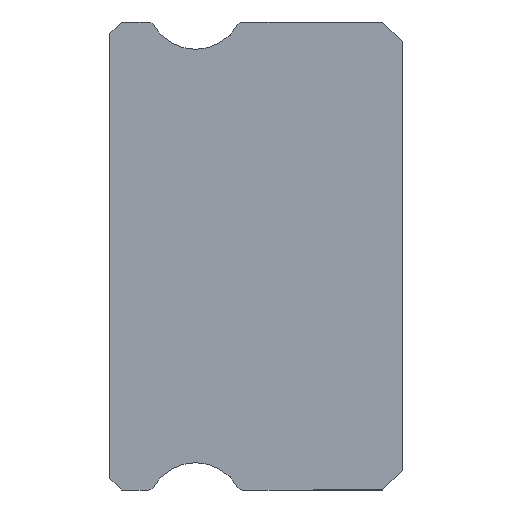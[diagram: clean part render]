
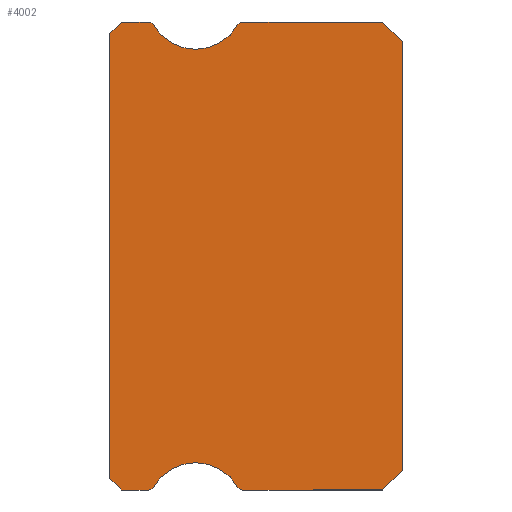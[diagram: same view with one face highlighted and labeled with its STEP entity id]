
A CAD part, left-side view. The second image highlights one B-rep face of the part: STEP entity #4002.
In plain terms, the highlighted planar face has unit normal (-1, 0, 0).
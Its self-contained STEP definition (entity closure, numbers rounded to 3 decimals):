
#85 = AXIS2_PLACEMENT_3D ( 'NONE', #2083, #746, #3899 ) ;
#153 = ORIENTED_EDGE ( 'NONE', *, *, #3626, .F. ) ;
#163 = VECTOR ( 'NONE', #4465, 1000. ) ;
#179 = VECTOR ( 'NONE', #336, 1000. ) ;
#199 = DIRECTION ( 'NONE',  ( -1., 0., 0. ) ) ;
#225 = DIRECTION ( 'NONE',  ( 0., 0., 1. ) ) ;
#257 = LINE ( 'NONE', #346, #163 ) ;
#305 = DIRECTION ( 'NONE',  ( 0., 1., 0. ) ) ;
#319 = EDGE_CURVE ( 'NONE', #1576, #651, #2002, .T. ) ;
#336 = DIRECTION ( 'NONE',  ( 0., 0.707, -0.707 ) ) ;
#346 = CARTESIAN_POINT ( 'NONE',  ( -7.5, 6.512, 6. ) ) ;
#375 = CARTESIAN_POINT ( 'NONE',  ( -7.5, 6.512, -6. ) ) ;
#387 = LINE ( 'NONE', #3125, #3875 ) ;
#436 = ORIENTED_EDGE ( 'NONE', *, *, #3554, .F. ) ;
#483 = CARTESIAN_POINT ( 'NONE',  ( -7.5, 0., -5.5 ) ) ;
#620 = EDGE_CURVE ( 'NONE', #651, #2431, #2845, .T. ) ;
#651 = VERTEX_POINT ( 'NONE', #3398 ) ;
#663 = CARTESIAN_POINT ( 'NONE',  ( -7.5, 7.5, 5.7 ) ) ;
#737 = CARTESIAN_POINT ( 'NONE',  ( -7.5, 7.2, 6. ) ) ;
#740 = ORIENTED_EDGE ( 'NONE', *, *, #864, .F. ) ;
#746 = DIRECTION ( 'NONE',  ( 1., 0., 0. ) ) ;
#759 = EDGE_CURVE ( 'NONE', #5630, #794, #3705, .T. ) ;
#778 = CARTESIAN_POINT ( 'NONE',  ( -7.5, 7.2, -6. ) ) ;
#794 = VERTEX_POINT ( 'NONE', #3214 ) ;
#859 = CARTESIAN_POINT ( 'NONE',  ( -7.5, 7.5, 5.7 ) ) ;
#864 = EDGE_CURVE ( 'NONE', #1306, #1472, #2288, .T. ) ;
#865 = VECTOR ( 'NONE', #5648, 1000. ) ;
#919 = EDGE_CURVE ( 'NONE', #5375, #4335, #2721, .T. ) ;
#978 = EDGE_CURVE ( 'NONE', #5342, #4335, #2550, .T. ) ;
#1023 = CARTESIAN_POINT ( 'NONE',  ( -7.5, 4.088, -5.85 ) ) ;
#1056 = CIRCLE ( 'NONE', #1914, 0.15 ) ;
#1125 = EDGE_CURVE ( 'NONE', #3664, #2598, #1056, .T. ) ;
#1169 = CARTESIAN_POINT ( 'NONE',  ( -7.5, 6.383, -5.925 ) ) ;
#1222 = EDGE_CURVE ( 'NONE', #5342, #2687, #387, .T. ) ;
#1306 = VERTEX_POINT ( 'NONE', #2171 ) ;
#1322 = ORIENTED_EDGE ( 'NONE', *, *, #1125, .F. ) ;
#1348 = VECTOR ( 'NONE', #4012, 1000. ) ;
#1386 = DIRECTION ( 'NONE',  ( 0., -0.707, -0.707 ) ) ;
#1397 = ORIENTED_EDGE ( 'NONE', *, *, #620, .F. ) ;
#1472 = VERTEX_POINT ( 'NONE', #2972 ) ;
#1492 = CARTESIAN_POINT ( 'NONE',  ( -7.5, 6.512, -6. ) ) ;
#1526 = AXIS2_PLACEMENT_3D ( 'NONE', #3793, #5187, #4780 ) ;
#1550 = CARTESIAN_POINT ( 'NONE',  ( -7.5, 5.3, -6.55 ) ) ;
#1563 = LINE ( 'NONE', #4225, #5415 ) ;
#1576 = VERTEX_POINT ( 'NONE', #4453 ) ;
#1619 = DIRECTION ( 'NONE',  ( 0., 0., -1. ) ) ;
#1629 = VECTOR ( 'NONE', #1386, 1000. ) ;
#1646 = CARTESIAN_POINT ( 'NONE',  ( -7.5, 0., 5.5 ) ) ;
#1666 = LINE ( 'NONE', #2992, #4264 ) ;
#1734 = ORIENTED_EDGE ( 'NONE', *, *, #3553, .F. ) ;
#1792 = DIRECTION ( 'NONE',  ( 1., 0., 0. ) ) ;
#1828 = VERTEX_POINT ( 'NONE', #663 ) ;
#1914 = AXIS2_PLACEMENT_3D ( 'NONE', #5452, #1792, #4538 ) ;
#2002 = CIRCLE ( 'NONE', #85, 0.15 ) ;
#2045 = DIRECTION ( 'NONE',  ( 0., 0., 1. ) ) ;
#2062 = EDGE_CURVE ( 'NONE', #1576, #3447, #1666, .T. ) ;
#2083 = CARTESIAN_POINT ( 'NONE',  ( -7.5, 6.512, 5.85 ) ) ;
#2133 = DIRECTION ( 'NONE',  ( 0., 0., -1. ) ) ;
#2147 = DIRECTION ( 'NONE',  ( 0., 0.707, -0.707 ) ) ;
#2162 = LINE ( 'NONE', #859, #179 ) ;
#2171 = CARTESIAN_POINT ( 'NONE',  ( -7.5, 4.088, -6. ) ) ;
#2180 = ORIENTED_EDGE ( 'NONE', *, *, #759, .F. ) ;
#2288 = CIRCLE ( 'NONE', #3806, 0.15 ) ;
#2291 = ORIENTED_EDGE ( 'NONE', *, *, #1222, .F. ) ;
#2298 = ORIENTED_EDGE ( 'NONE', *, *, #4448, .T. ) ;
#2383 = DIRECTION ( 'NONE',  ( 0., 1., 0. ) ) ;
#2431 = VERTEX_POINT ( 'NONE', #4182 ) ;
#2517 = CARTESIAN_POINT ( 'NONE',  ( -7.5, 6.512, -6. ) ) ;
#2550 = LINE ( 'NONE', #1646, #5719 ) ;
#2576 = DIRECTION ( 'NONE',  ( 1., 0., 0. ) ) ;
#2598 = VERTEX_POINT ( 'NONE', #2517 ) ;
#2609 = CARTESIAN_POINT ( 'NONE',  ( -7.5, 0.5, -6. ) ) ;
#2610 = EDGE_CURVE ( 'NONE', #3765, #3351, #5675, .T. ) ;
#2664 = ORIENTED_EDGE ( 'NONE', *, *, #2728, .T. ) ;
#2687 = VERTEX_POINT ( 'NONE', #2609 ) ;
#2721 = LINE ( 'NONE', #4526, #1629 ) ;
#2728 = EDGE_CURVE ( 'NONE', #3447, #1828, #2162, .T. ) ;
#2845 = CIRCLE ( 'NONE', #1526, 1.25 ) ;
#2869 = ORIENTED_EDGE ( 'NONE', *, *, #4267, .F. ) ;
#2972 = CARTESIAN_POINT ( 'NONE',  ( -7.5, 4.217, -5.925 ) ) ;
#2992 = CARTESIAN_POINT ( 'NONE',  ( -7.5, 7.2, 6. ) ) ;
#3125 = CARTESIAN_POINT ( 'NONE',  ( -7.5, 0., -5.5 ) ) ;
#3188 = CARTESIAN_POINT ( 'NONE',  ( -7.5, 0.5, 6. ) ) ;
#3214 = CARTESIAN_POINT ( 'NONE',  ( -7.5, 4.088, 6. ) ) ;
#3313 = DIRECTION ( 'NONE',  ( -1., 0., 0. ) ) ;
#3343 = DIRECTION ( 'NONE',  ( 0., 0., -1. ) ) ;
#3351 = VERTEX_POINT ( 'NONE', #778 ) ;
#3391 = FACE_OUTER_BOUND ( 'NONE', #5642, .T. ) ;
#3398 = CARTESIAN_POINT ( 'NONE',  ( -7.5, 6.383, 5.925 ) ) ;
#3433 = PLANE ( 'NONE',  #5817 ) ;
#3447 = VERTEX_POINT ( 'NONE', #737 ) ;
#3521 = AXIS2_PLACEMENT_3D ( 'NONE', #5279, #2576, #4871 ) ;
#3553 = EDGE_CURVE ( 'NONE', #3765, #1828, #1563, .T. ) ;
#3554 = EDGE_CURVE ( 'NONE', #2431, #5630, #4158, .T. ) ;
#3604 = DIRECTION ( 'NONE',  ( 1., 0., 0. ) ) ;
#3626 = EDGE_CURVE ( 'NONE', #794, #5375, #257, .T. ) ;
#3634 = DIRECTION ( 'NONE',  ( 0., 0., -1. ) ) ;
#3664 = VERTEX_POINT ( 'NONE', #1169 ) ;
#3705 = CIRCLE ( 'NONE', #3521, 0.15 ) ;
#3765 = VERTEX_POINT ( 'NONE', #5355 ) ;
#3793 = CARTESIAN_POINT ( 'NONE',  ( -7.5, 5.3, 6.55 ) ) ;
#3806 = AXIS2_PLACEMENT_3D ( 'NONE', #1023, #3604, #3634 ) ;
#3823 = DIRECTION ( 'NONE',  ( 1., 0., 0. ) ) ;
#3849 = CARTESIAN_POINT ( 'NONE',  ( -7.5, 6.512, 5.85 ) ) ;
#3875 = VECTOR ( 'NONE', #2147, 1000. ) ;
#3899 = DIRECTION ( 'NONE',  ( 0., 0., -1. ) ) ;
#4002 = ADVANCED_FACE ( 'NONE', ( #3391 ), #3433, .F. ) ;
#4012 = DIRECTION ( 'NONE',  ( 0., -1., 0. ) ) ;
#4158 = CIRCLE ( 'NONE', #4547, 1.25 ) ;
#4182 = CARTESIAN_POINT ( 'NONE',  ( -7.5, 5.3, 5.3 ) ) ;
#4225 = CARTESIAN_POINT ( 'NONE',  ( -7.5, 7.5, 5.85 ) ) ;
#4264 = VECTOR ( 'NONE', #305, 1000. ) ;
#4267 = EDGE_CURVE ( 'NONE', #2687, #1306, #5636, .T. ) ;
#4335 = VERTEX_POINT ( 'NONE', #5197 ) ;
#4448 = EDGE_CURVE ( 'NONE', #3351, #2598, #4456, .T. ) ;
#4453 = CARTESIAN_POINT ( 'NONE',  ( -7.5, 6.512, 6. ) ) ;
#4456 = LINE ( 'NONE', #375, #1348 ) ;
#4465 = DIRECTION ( 'NONE',  ( 0., -1., 0. ) ) ;
#4495 = CARTESIAN_POINT ( 'NONE',  ( -7.5, 4.217, 5.925 ) ) ;
#4499 = CIRCLE ( 'NONE', #5841, 1.25 ) ;
#4526 = CARTESIAN_POINT ( 'NONE',  ( -7.5, 0.5, 6. ) ) ;
#4538 = DIRECTION ( 'NONE',  ( 0., 0., -1. ) ) ;
#4547 = AXIS2_PLACEMENT_3D ( 'NONE', #5693, #199, #1619 ) ;
#4680 = ORIENTED_EDGE ( 'NONE', *, *, #2610, .T. ) ;
#4777 = EDGE_CURVE ( 'NONE', #1472, #3664, #4499, .T. ) ;
#4780 = DIRECTION ( 'NONE',  ( 0., 0., -1. ) ) ;
#4783 = ORIENTED_EDGE ( 'NONE', *, *, #2062, .T. ) ;
#4871 = DIRECTION ( 'NONE',  ( 0., 0., -1. ) ) ;
#5037 = VECTOR ( 'NONE', #2383, 1000. ) ;
#5163 = ORIENTED_EDGE ( 'NONE', *, *, #978, .T. ) ;
#5187 = DIRECTION ( 'NONE',  ( -1., 0., 0. ) ) ;
#5197 = CARTESIAN_POINT ( 'NONE',  ( -7.5, 0., 5.5 ) ) ;
#5274 = ORIENTED_EDGE ( 'NONE', *, *, #319, .F. ) ;
#5279 = CARTESIAN_POINT ( 'NONE',  ( -7.5, 4.088, 5.85 ) ) ;
#5342 = VERTEX_POINT ( 'NONE', #483 ) ;
#5355 = CARTESIAN_POINT ( 'NONE',  ( -7.5, 7.5, -5.7 ) ) ;
#5375 = VERTEX_POINT ( 'NONE', #3188 ) ;
#5415 = VECTOR ( 'NONE', #225, 1000. ) ;
#5425 = ORIENTED_EDGE ( 'NONE', *, *, #919, .F. ) ;
#5452 = CARTESIAN_POINT ( 'NONE',  ( -7.5, 6.512, -5.85 ) ) ;
#5584 = CARTESIAN_POINT ( 'NONE',  ( -7.5, 7.2, -6. ) ) ;
#5630 = VERTEX_POINT ( 'NONE', #4495 ) ;
#5636 = LINE ( 'NONE', #1492, #5037 ) ;
#5642 = EDGE_LOOP ( 'NONE', ( #2664, #1734, #4680, #2298, #1322, #5685, #740, #2869, #2291, #5163, #5425, #153, #2180, #436, #1397, #5274, #4783 ) ) ;
#5648 = DIRECTION ( 'NONE',  ( 0., -0.707, -0.707 ) ) ;
#5675 = LINE ( 'NONE', #5584, #865 ) ;
#5685 = ORIENTED_EDGE ( 'NONE', *, *, #4777, .F. ) ;
#5693 = CARTESIAN_POINT ( 'NONE',  ( -7.5, 5.3, 6.55 ) ) ;
#5719 = VECTOR ( 'NONE', #2045, 1000. ) ;
#5817 = AXIS2_PLACEMENT_3D ( 'NONE', #3849, #3823, #2133 ) ;
#5841 = AXIS2_PLACEMENT_3D ( 'NONE', #1550, #3313, #3343 ) ;
